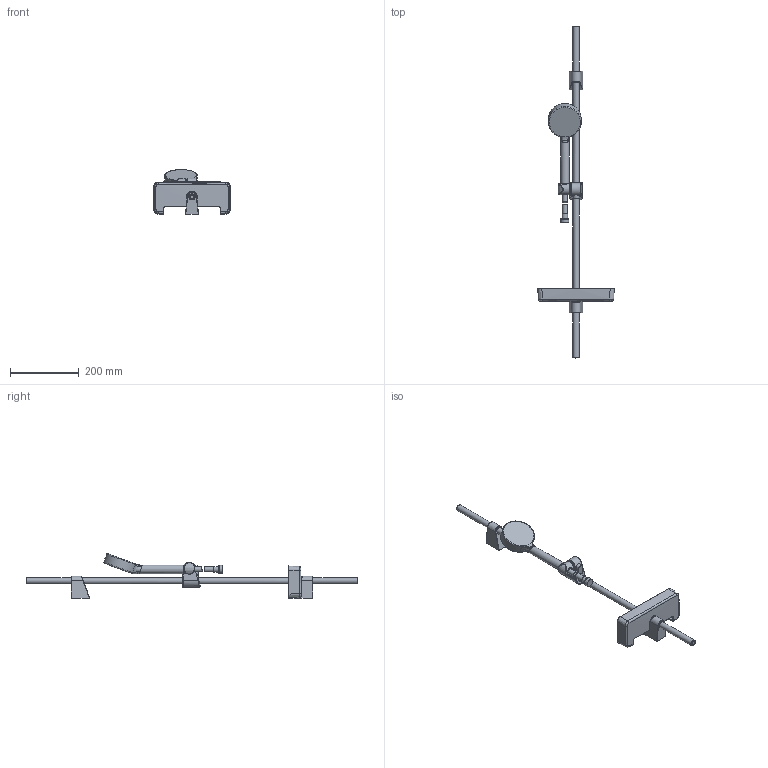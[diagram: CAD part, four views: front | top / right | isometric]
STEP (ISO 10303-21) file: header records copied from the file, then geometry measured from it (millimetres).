
FILE_DESCRIPTION (( 'STEP AP203' ), '1' );
FILE_NAME ('44670113.STEP', '2017-03-09T05:53:06', ( '' ), ( '' ), 'SwSTEP 2.0', 'SolidWorks 2016', '' );
FILE_SCHEMA (( 'CONFIG_CONTROL_DESIGN' ));
Length unit declared in the file: millimetre
Products named in the file (1): 44670113
Bounding box: 221.91 x 962.76 x 129.62 mm (x, y, z)
Volume: 905124.2 mm3; surface area: 190062.6 mm2
Topology: 4 solids, 4 shells, 279 faces, 672 edges, 415 vertices
Faces by surface type: bspline 161, cylinder 42, plane 42, torus 27, cone 5, sphere 2
Full cylindrical faces by diameter (mm): 15 x2, 16.1 x1, 17.8 x4, 21 x1, 22.6 x1, 22.95 x1
Entity records: 21098 total; most frequent: CARTESIAN_POINT 16139, ORIENTED_EDGE 1260, EDGE_CURVE 630, DIRECTION 626, VERTEX_POINT 397, B_SPLINE_CURVE_WITH_KNOTS 329, EDGE_LOOP 315, FACE_OUTER_BOUND 296
